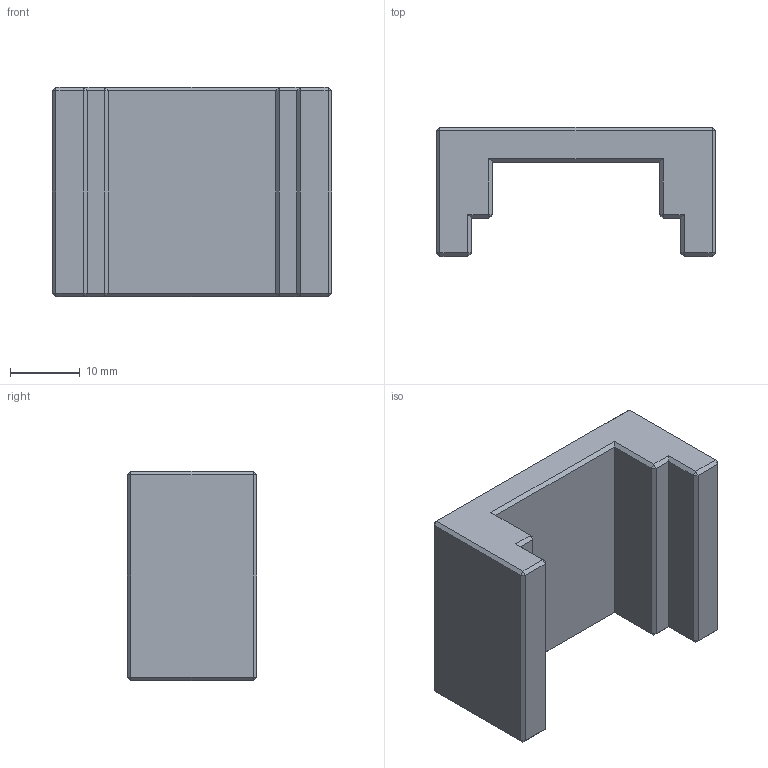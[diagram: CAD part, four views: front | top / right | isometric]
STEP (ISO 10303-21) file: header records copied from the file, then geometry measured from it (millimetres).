
FILE_DESCRIPTION(/* description */ (''),/* implementation_level */ '2;1');
FILE_NAME(/* name */ 'jig_set_linear_rail_y_axis.step',/* time_stamp */ '2020-10-07T19:24:30+07:00',/* author */ (''),/* organization */ (''),/* preprocessor_version */ 'ST-DEVELOPER v18.1',/* originating_system */ 'Autodesk Translation Framework v9.3.0.1241',/* authorisation */ '');
FILE_SCHEMA (('AUTOMOTIVE_DESIGN { 1 0 10303 214 3 1 1 }'));
Length unit declared in the file: millimetre
Products named in the file (1): Jig Set Linear Y Axis
Bounding box: 40 x 18.5 x 30 mm (x, y, z)
Volume: 11357.6 mm3; surface area: 4968.4 mm2
Topology: 1 solids, 1 shells, 72 faces, 151 edges, 82 vertices
Faces by surface type: plane 72
Entity records: 1847 total; most frequent: CARTESIAN_POINT 306, ORIENTED_EDGE 302, DIRECTION 297, LINE 151, VECTOR 151, EDGE_CURVE 151, VERTEX_POINT 82, EDGE_LOOP 73
